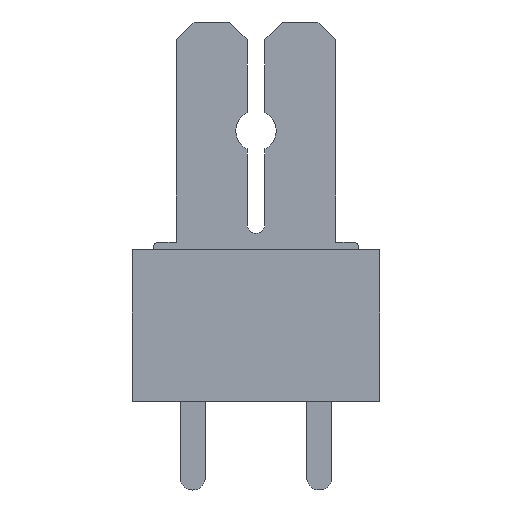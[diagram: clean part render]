
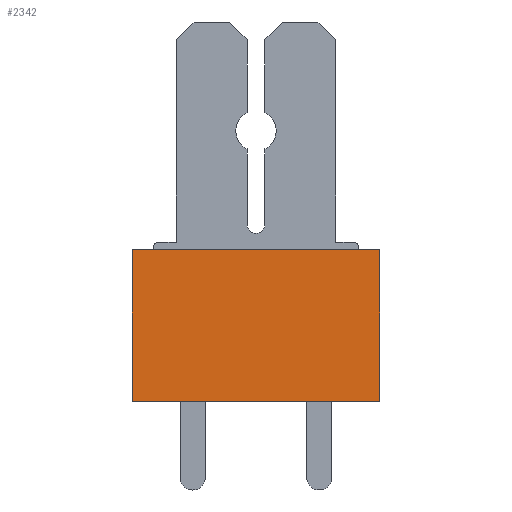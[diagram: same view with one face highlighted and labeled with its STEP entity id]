
A CAD part, left-side view. The second image highlights one B-rep face of the part: STEP entity #2342.
In plain terms, the highlighted planar face has unit normal (-1, 0, 0).
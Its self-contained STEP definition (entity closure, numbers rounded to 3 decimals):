
#2334=AXIS2_PLACEMENT_3D('Plane Axis2P3D',#2331,#2332,#2333) ;
#49=CARTESIAN_POINT('Vertex',(0.,9.8,9.5)) ;
#52=CARTESIAN_POINT('Line Origine',(0.,4.9,9.5)) ;
#56=CARTESIAN_POINT('Vertex',(0.,0.,9.5)) ;
#1175=CARTESIAN_POINT('Vertex',(0.,9.8,3.5)) ;
#1178=CARTESIAN_POINT('Line Origine',(0.,9.8,6.5)) ;
#1206=CARTESIAN_POINT('Vertex',(0.,0.,3.5)) ;
#1209=CARTESIAN_POINT('Line Origine',(0.,4.9,3.5)) ;
#2319=CARTESIAN_POINT('Line Origine',(0.,0.,6.5)) ;
#2331=CARTESIAN_POINT('Axis2P3D Location',(0.,0.,0.)) ;
#53=DIRECTION('Vector Direction',(0.,-1.,0.)) ;
#1179=DIRECTION('Vector Direction',(0.,0.,1.)) ;
#1210=DIRECTION('Vector Direction',(0.,1.,0.)) ;
#2320=DIRECTION('Vector Direction',(0.,0.,-1.)) ;
#2332=DIRECTION('Axis2P3D Direction',(-1.,0.,0.)) ;
#2333=DIRECTION('Axis2P3D XDirection',(0.,0.,1.)) ;
#54=VECTOR('Line Direction',#53,1.) ;
#1180=VECTOR('Line Direction',#1179,1.) ;
#1211=VECTOR('Line Direction',#1210,1.) ;
#2321=VECTOR('Line Direction',#2320,1.) ;
#2337=ORIENTED_EDGE('',*,*,#58,.T.) ;
#2338=ORIENTED_EDGE('',*,*,#1182,.T.) ;
#2339=ORIENTED_EDGE('',*,*,#1213,.T.) ;
#2340=ORIENTED_EDGE('',*,*,#2323,.T.) ;
#2342=ADVANCED_FACE('Housing',(#2341),#2335,.T.) ;
#58=EDGE_CURVE('',#57,#50,#55,.F.) ;
#1182=EDGE_CURVE('',#50,#1176,#1181,.F.) ;
#1213=EDGE_CURVE('',#1176,#1207,#1212,.F.) ;
#2323=EDGE_CURVE('',#1207,#57,#2322,.F.) ;
#2336=EDGE_LOOP('',(#2337,#2338,#2339,#2340)) ;
#2341=FACE_OUTER_BOUND('',#2336,.T.) ;
#55=LINE('Line',#52,#54) ;
#1181=LINE('Line',#1178,#1180) ;
#1212=LINE('Line',#1209,#1211) ;
#2322=LINE('Line',#2319,#2321) ;
#2335=PLANE('',#2334) ;
#50=VERTEX_POINT('',#49) ;
#57=VERTEX_POINT('',#56) ;
#1176=VERTEX_POINT('',#1175) ;
#1207=VERTEX_POINT('',#1206) ;
